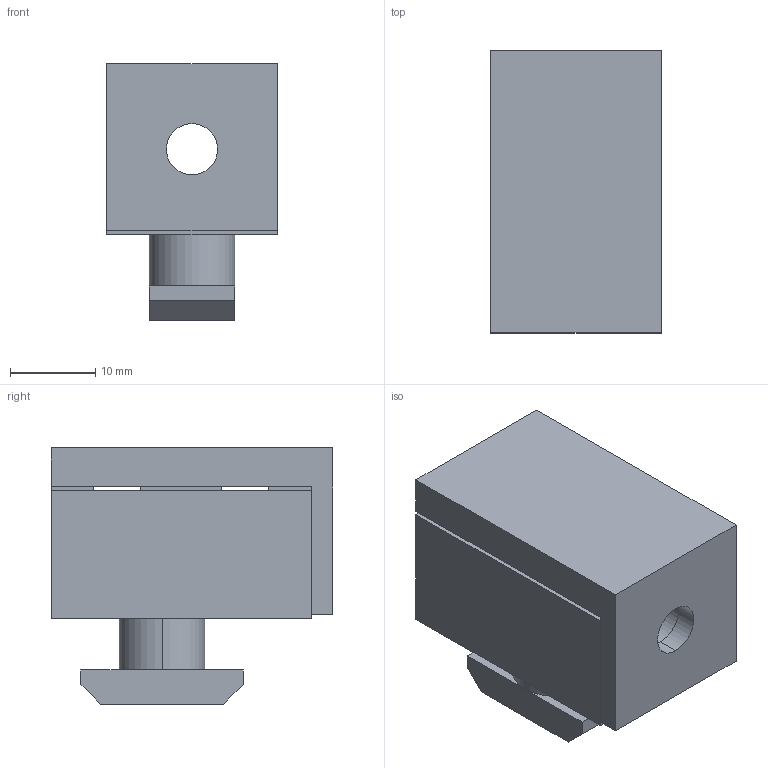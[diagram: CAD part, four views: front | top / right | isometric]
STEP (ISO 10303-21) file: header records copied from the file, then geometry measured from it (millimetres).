
FILE_DESCRIPTION (( 'STEP AP214' ), '1' );
FILE_NAME ('6221122', '2019-02-04T09:09:23', ( '' ), ('JUGARD+KÜNSTNER GmbH'), 'SwSTEP 2.0', 'SolidWorks 2017', '' );
FILE_SCHEMA (( 'AUTOMOTIVE_DESIGN' ));
Length unit declared in the file: millimetre
Products named in the file (1): 6221122_CNAJF00
Bounding box: 20 x 33 x 30 mm (x, y, z)
Volume: 10047.5 mm3; surface area: 6966.5 mm2
Topology: 1 solids, 1 shells, 71 faces, 210 edges, 132 vertices
Faces by surface type: plane 64, cylinder 7
Entity records: 2364 total; most frequent: ORIENTED_EDGE 420, CARTESIAN_POINT 414, DIRECTION 368, EDGE_CURVE 210, VECTOR 196, LINE 196, VERTEX_POINT 132, AXIS2_PLACEMENT_3D 86
